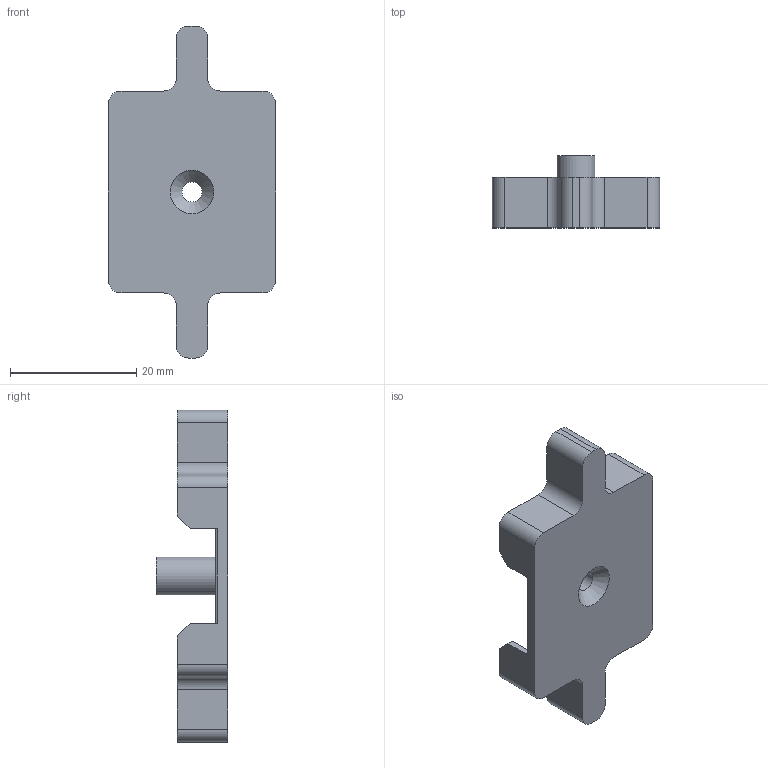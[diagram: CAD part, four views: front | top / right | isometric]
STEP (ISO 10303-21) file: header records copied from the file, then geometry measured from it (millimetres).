
FILE_DESCRIPTION(/* description */ (''),/* implementation_level */ '2;1');
FILE_NAME(/* name */ 'BOTTOM_COVER_V01.step',/* time_stamp */ '2023-01-20T18:34:06+01:00',/* author */ (''),/* organization */ (''),/* preprocessor_version */ 'ST-DEVELOPER v19.2',/* originating_system */ 'Autodesk Translation Framework v11.17.0.187',/* authorisation */ '');
FILE_SCHEMA (('AUTOMOTIVE_DESIGN { 1 0 10303 214 3 1 1 }','AP242_MANAGED_MODEL_BASED_3D_ENGINEERING_MIM_LF { 1 0 10303 442 3 1 4 }'));
Length unit declared in the file: millimetre
Products named in the file (1): BOTTOM_COVER_V01_PR
Bounding box: 26.5 x 11.4 x 52.6 mm (x, y, z)
Volume: 1947.4 mm3; surface area: 3990 mm2
Topology: 1 solids, 1 shells, 71 faces, 203 edges, 135 vertices
Faces by surface type: plane 39, cylinder 30, cone 2
Full cylindrical faces by diameter (mm): 3.2 x1, 6 x1
Entity records: 2376 total; most frequent: DIRECTION 410, CARTESIAN_POINT 410, ORIENTED_EDGE 406, EDGE_CURVE 203, LINE 140, VECTOR 140, VERTEX_POINT 135, AXIS2_PLACEMENT_3D 135
